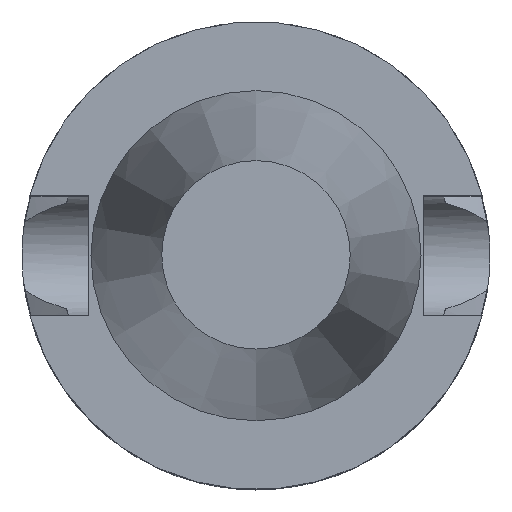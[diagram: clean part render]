
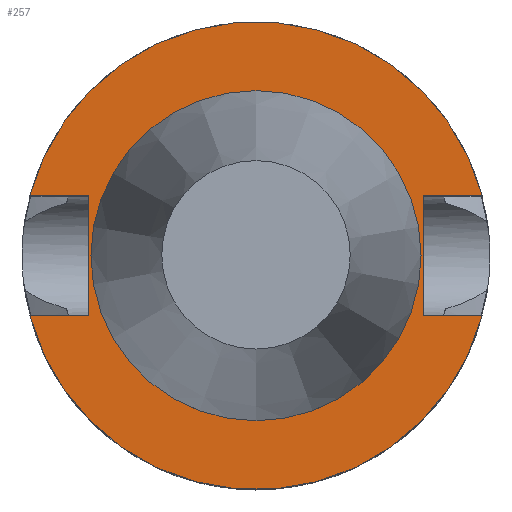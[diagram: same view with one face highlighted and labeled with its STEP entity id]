
A CAD part, top view. The second image highlights one B-rep face of the part: STEP entity #257.
In plain terms, the highlighted planar face has unit normal (0, 0, 1).
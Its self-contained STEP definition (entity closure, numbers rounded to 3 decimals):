
#160=EDGE_CURVE('240[2]',#373,#415,#416,.T.);
#190=EDGE_CURVE('240[2]',#458,#373,#459,.T.);
#194=EDGE_CURVE('240[2]',#465,#466,#467,.T.);
#217=EDGE_CURVE('240[2]',#462,#465,#495,.T.);
#231=EDGE_CURVE('240[2]',#498,#458,#514,.T.);
#233=EDGE_CURVE('240[2]',#466,#498,#516,.T.);
#257=ADVANCED_FACE('240[2]',(#545,#546),#547,.T.);
#271=EDGE_CURVE('240[2]',#565,#462,#566,.T.);
#295=EDGE_CURVE('240[2]',#595,#595,#596,.T.);
#304=EDGE_CURVE('240[2]',#415,#565,#608,.T.);
#373=VERTEX_POINT('',#701);
#415=VERTEX_POINT('',#828);
#416=LINE('',#829,#830);
#458=VERTEX_POINT('',#944);
#459=LINE('',#945,#946);
#462=VERTEX_POINT('',#950);
#465=VERTEX_POINT('',#955);
#466=VERTEX_POINT('',#956);
#467=LINE('',#957,#958);
#495=LINE('',#1089,#1090);
#498=VERTEX_POINT('',#1094);
#514=LINE('',#1126,#1127);
#516=CIRCLE('',#1130,31.5);
#545=FACE_OUTER_BOUND('',#1180,.T.);
#546=FACE_BOUND('',#1181,.T.);
#547=PLANE('',#1182);
#565=VERTEX_POINT('',#1207);
#566=LINE('',#1208,#1209);
#595=VERTEX_POINT('',#1258);
#596=CIRCLE('',#1259,22.225);
#608=CIRCLE('',#1275,31.5);
#701=CARTESIAN_POINT('',(-22.5,-8.05,-1.));
#828=CARTESIAN_POINT('',(-30.454,-8.05,-1.));
#829=CARTESIAN_POINT('',(-11.25,-8.05,-1.));
#830=VECTOR('',#1400,1.0);
#944=CARTESIAN_POINT('',(-22.5,8.05,-1.));
#945=CARTESIAN_POINT('',(-22.5,13.431,-1.));
#946=VECTOR('',#1428,1.0);
#950=CARTESIAN_POINT('',(22.5,-8.05,-1.));
#955=CARTESIAN_POINT('',(22.5,8.05,-1.));
#956=CARTESIAN_POINT('',(30.454,8.05,-1.));
#957=CARTESIAN_POINT('',(11.25,8.05,-1.));
#958=VECTOR('',#1430,1.0);
#1089=CARTESIAN_POINT('',(22.5,13.431,-1.));
#1090=VECTOR('',#1461,1.0);
#1094=CARTESIAN_POINT('',(-30.454,8.05,-1.));
#1126=CARTESIAN_POINT('',(-11.25,8.05,-1.));
#1127=VECTOR('',#1477,1.0);
#1130=AXIS2_PLACEMENT_3D('',#1478,#1479,#1480);
#1180=EDGE_LOOP('',(#1519,#1520,#1521,#1522,#1523,#1524,#1525,#1526));
#1181=EDGE_LOOP('',(#1527));
#1182=AXIS2_PLACEMENT_3D('',#1528,#1529,#1530);
#1207=CARTESIAN_POINT('',(30.454,-8.05,-1.));
#1208=CARTESIAN_POINT('',(11.25,-8.05,-1.));
#1209=VECTOR('',#1545,1.0);
#1258=CARTESIAN_POINT('',(0.,22.225,-1.));
#1259=AXIS2_PLACEMENT_3D('',#1593,#1594,#1595);
#1275=AXIS2_PLACEMENT_3D('',#1610,#1611,#1612);
#1400=DIRECTION('',(-1.0,0.,0.));
#1428=DIRECTION('',(0.,-1.0,0.));
#1430=DIRECTION('',(1.0,0.,0.));
#1461=DIRECTION('',(0.,1.0,0.));
#1477=DIRECTION('',(1.0,0.,0.));
#1478=CARTESIAN_POINT('',(0.,0.,-1.));
#1479=DIRECTION('',(0.,0.,1.0));
#1480=DIRECTION('',(0.,1.0,0.));
#1519=ORIENTED_EDGE('',*,*,#194,.T.);
#1520=ORIENTED_EDGE('',*,*,#233,.T.);
#1521=ORIENTED_EDGE('',*,*,#231,.T.);
#1522=ORIENTED_EDGE('',*,*,#190,.T.);
#1523=ORIENTED_EDGE('',*,*,#160,.T.);
#1524=ORIENTED_EDGE('',*,*,#304,.T.);
#1525=ORIENTED_EDGE('',*,*,#271,.T.);
#1526=ORIENTED_EDGE('',*,*,#217,.T.);
#1527=ORIENTED_EDGE('',*,*,#295,.F.);
#1528=CARTESIAN_POINT('',(0.,26.863,-1.));
#1529=DIRECTION('',(0.,0.,1.0));
#1530=DIRECTION('',(1.0,0.,0.0));
#1545=DIRECTION('',(-1.0,0.,0.));
#1593=CARTESIAN_POINT('',(0.,0.,-1.));
#1594=DIRECTION('',(0.,0.,1.0));
#1595=DIRECTION('',(0.,1.0,0.));
#1610=CARTESIAN_POINT('',(0.,0.,-1.));
#1611=DIRECTION('',(0.,0.,1.0));
#1612=DIRECTION('',(0.,1.0,0.));
